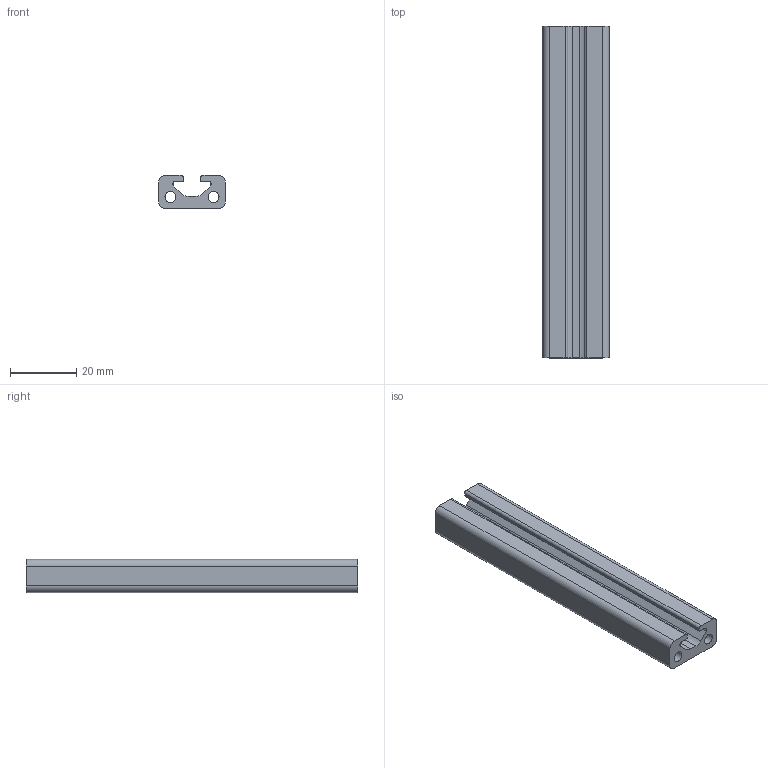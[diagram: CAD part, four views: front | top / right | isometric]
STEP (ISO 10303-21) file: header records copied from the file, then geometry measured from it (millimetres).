
FILE_DESCRIPTION(('FreeCAD Model'),'2;1');
FILE_NAME('Open CASCADE Shape Model','2025-10-08T16:15:40',(''),(''), 'Open CASCADE STEP processor 7.8','FreeCAD','Unknown');
FILE_SCHEMA(('AUTOMOTIVE_DESIGN { 1 0 10303 214 1 1 1 1 }'));
Length unit declared in the file: millimetre
Products named in the file (2): STI5-2010; 2
Assembly tree (1 placements, depth 2):
  STI5-2010
    2
Bounding box: 20 x 100 x 10 mm (x, y, z)
Volume: 13019.9 mm3; surface area: 9964.2 mm2
Topology: 1 solids, 1 shells, 28 faces, 80 edges, 54 vertices
Faces by surface type: plane 14, cylinder 14
Full cylindrical faces by diameter (mm): 3.3 x2
Entity records: 976 total; most frequent: DIRECTION 168, CARTESIAN_POINT 166, ORIENTED_EDGE 160, EDGE_CURVE 80, AXIS2_PLACEMENT_3D 60, VERTEX_POINT 54, LINE 48, VECTOR 48
